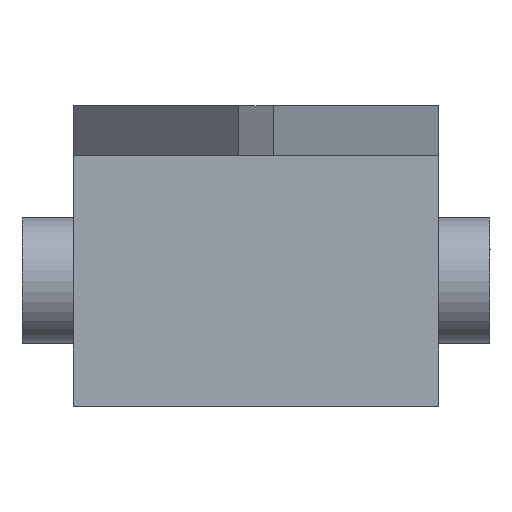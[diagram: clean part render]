
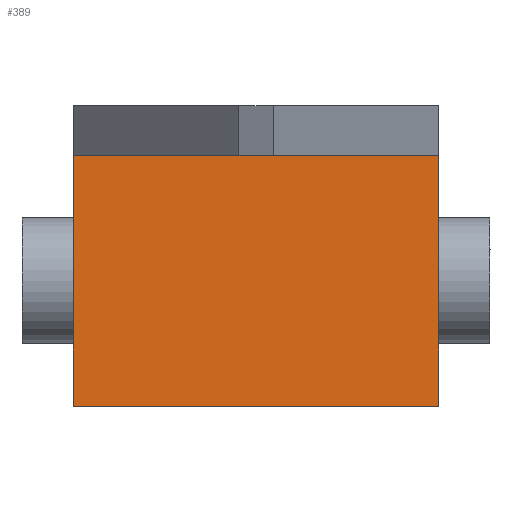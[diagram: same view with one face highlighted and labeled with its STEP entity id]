
A CAD part, left-side view. The second image highlights one B-rep face of the part: STEP entity #389.
In plain terms, the highlighted planar face has unit normal (-1, 0, 0).
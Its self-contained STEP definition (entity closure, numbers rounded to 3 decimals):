
#72 = CARTESIAN_POINT ( 'NONE',  ( 0., -16., 0. ) ) ;
#92 = CARTESIAN_POINT ( 'NONE',  ( 0., -16., 11. ) ) ;
#95 = VECTOR ( 'NONE', #2069, 1000. ) ;
#101 = VECTOR ( 'NONE', #1145, 1000. ) ;
#112 = CARTESIAN_POINT ( 'NONE',  ( 0., -15., 0. ) ) ;
#121 = LINE ( 'NONE', #935, #568 ) ;
#169 = LINE ( 'NONE', #2196, #289 ) ;
#220 = AXIS2_PLACEMENT_3D ( 'NONE', #1089, #1909, #1678 ) ;
#237 = EDGE_CURVE ( 'NONE', #1303, #1754, #121, .T. ) ;
#289 = VECTOR ( 'NONE', #1558, 1000. ) ;
#320 = ORIENTED_EDGE ( 'NONE', *, *, #2012, .F. ) ;
#375 = CARTESIAN_POINT ( 'NONE',  ( 0., -16., 22. ) ) ;
#389 = ADVANCED_FACE ( 'NONE', ( #1255 ), #1445, .F. ) ;
#401 = DIRECTION ( 'NONE',  ( 0., 0., -1. ) ) ;
#439 = EDGE_CURVE ( 'NONE', #1754, #2408, #2092, .T. ) ;
#541 = VERTEX_POINT ( 'NONE', #72 ) ;
#568 = VECTOR ( 'NONE', #1549, 1000. ) ;
#800 = CARTESIAN_POINT ( 'NONE',  ( 0., 16., 22. ) ) ;
#821 = VECTOR ( 'NONE', #2375, 1000. ) ;
#935 = CARTESIAN_POINT ( 'NONE',  ( 0., 16., 22. ) ) ;
#949 = CARTESIAN_POINT ( 'NONE',  ( 0., -16., 22. ) ) ;
#1028 = LINE ( 'NONE', #375, #2312 ) ;
#1089 = CARTESIAN_POINT ( 'NONE',  ( 0., 15., 22. ) ) ;
#1138 = ORIENTED_EDGE ( 'NONE', *, *, #1826, .F. ) ;
#1145 = DIRECTION ( 'NONE',  ( 0., 0., -1. ) ) ;
#1255 = FACE_OUTER_BOUND ( 'NONE', #1292, .T. ) ;
#1292 = EDGE_LOOP ( 'NONE', ( #1304, #2251, #1138, #1539, #320, #1731 ) ) ;
#1303 = VERTEX_POINT ( 'NONE', #1756 ) ;
#1304 = ORIENTED_EDGE ( 'NONE', *, *, #439, .F. ) ;
#1348 = EDGE_CURVE ( 'NONE', #2408, #2026, #169, .T. ) ;
#1445 = PLANE ( 'NONE',  #220 ) ;
#1539 = ORIENTED_EDGE ( 'NONE', *, *, #2315, .F. ) ;
#1549 = DIRECTION ( 'NONE',  ( 0., 0., 1. ) ) ;
#1558 = DIRECTION ( 'NONE',  ( 0., -1., 0. ) ) ;
#1565 = LINE ( 'NONE', #112, #821 ) ;
#1678 = DIRECTION ( 'NONE',  ( 0., 0., -1. ) ) ;
#1679 = CARTESIAN_POINT ( 'NONE',  ( 0., 16., 11. ) ) ;
#1731 = ORIENTED_EDGE ( 'NONE', *, *, #1348, .F. ) ;
#1754 = VERTEX_POINT ( 'NONE', #1679 ) ;
#1756 = CARTESIAN_POINT ( 'NONE',  ( 0., 16., 0. ) ) ;
#1826 = EDGE_CURVE ( 'NONE', #541, #1303, #1565, .T. ) ;
#1867 = CARTESIAN_POINT ( 'NONE',  ( 0., 16., 22. ) ) ;
#1909 = DIRECTION ( 'NONE',  ( 1., 0., 0. ) ) ;
#2012 = EDGE_CURVE ( 'NONE', #2026, #2289, #1028, .T. ) ;
#2026 = VERTEX_POINT ( 'NONE', #2417 ) ;
#2069 = DIRECTION ( 'NONE',  ( 0., 0., 1. ) ) ;
#2092 = LINE ( 'NONE', #1867, #95 ) ;
#2196 = CARTESIAN_POINT ( 'NONE',  ( 0., 15., 22. ) ) ;
#2251 = ORIENTED_EDGE ( 'NONE', *, *, #237, .F. ) ;
#2289 = VERTEX_POINT ( 'NONE', #92 ) ;
#2312 = VECTOR ( 'NONE', #401, 1000. ) ;
#2315 = EDGE_CURVE ( 'NONE', #2289, #541, #2544, .T. ) ;
#2375 = DIRECTION ( 'NONE',  ( 0., 1., 0. ) ) ;
#2408 = VERTEX_POINT ( 'NONE', #800 ) ;
#2417 = CARTESIAN_POINT ( 'NONE',  ( 0., -16., 22. ) ) ;
#2544 = LINE ( 'NONE', #949, #101 ) ;
